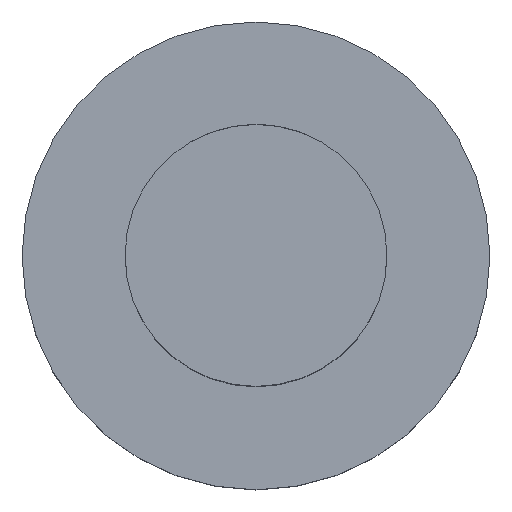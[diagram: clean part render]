
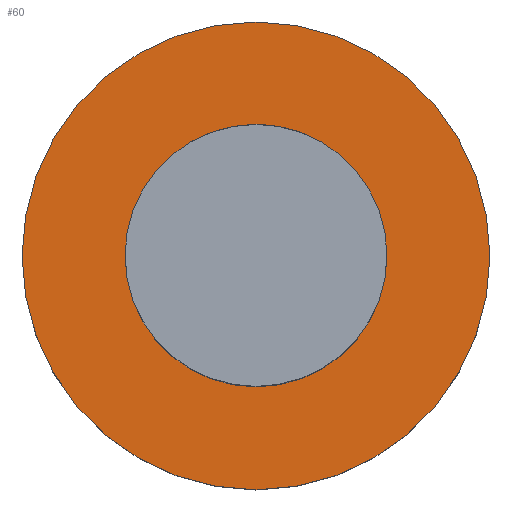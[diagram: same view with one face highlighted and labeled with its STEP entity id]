
A CAD part, top view. The second image highlights one B-rep face of the part: STEP entity #60.
In plain terms, the highlighted planar face has unit normal (0, 0, 1).
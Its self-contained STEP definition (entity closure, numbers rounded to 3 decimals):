
#60=ADVANCED_FACE('240[2]',(#153,#154),#155,.T.);
#62=EDGE_CURVE('240[2]',#157,#157,#158,.T.);
#66=EDGE_CURVE('240[2]',#164,#164,#165,.T.);
#153=FACE_BOUND('',#278,.T.);
#154=FACE_OUTER_BOUND('',#279,.T.);
#155=PLANE('',#280);
#157=VERTEX_POINT('',#283);
#158=CIRCLE('',#284,14.0);
#164=VERTEX_POINT('',#326);
#165=CIRCLE('',#327,25.0);
#278=EDGE_LOOP('',(#618));
#279=EDGE_LOOP('',(#619));
#280=AXIS2_PLACEMENT_3D('',#620,#621,#622);
#283=CARTESIAN_POINT('',(14.0,0.0,0.0));
#284=AXIS2_PLACEMENT_3D('',#623,#624,#625);
#326=CARTESIAN_POINT('',(0.,25.0,0.));
#327=AXIS2_PLACEMENT_3D('',#626,#627,#628);
#618=ORIENTED_EDGE('',*,*,#62,.T.);
#619=ORIENTED_EDGE('',*,*,#66,.T.);
#620=CARTESIAN_POINT('',(0.,12.5,0.));
#621=DIRECTION('',(0.,0.,1.0));
#622=DIRECTION('',(1.0,0.,0.0));
#623=CARTESIAN_POINT('',(0.0,0.0,0.));
#624=DIRECTION('',(0.,0.,-1.0));
#625=DIRECTION('',(1.0,0.,0.));
#626=CARTESIAN_POINT('',(0.0,0.0,0.0));
#627=DIRECTION('',(0.,0.,1.0));
#628=DIRECTION('',(0.,1.0,0.));
